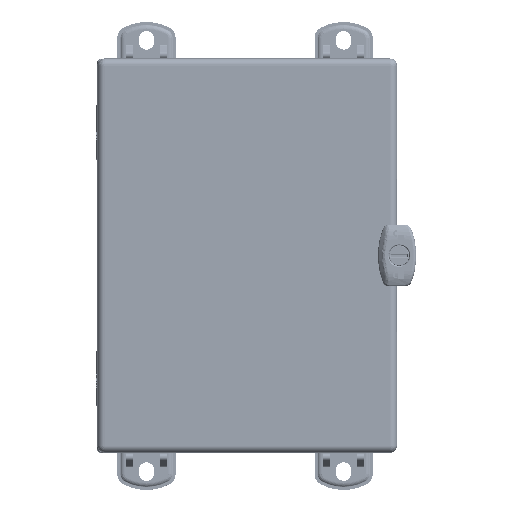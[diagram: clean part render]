
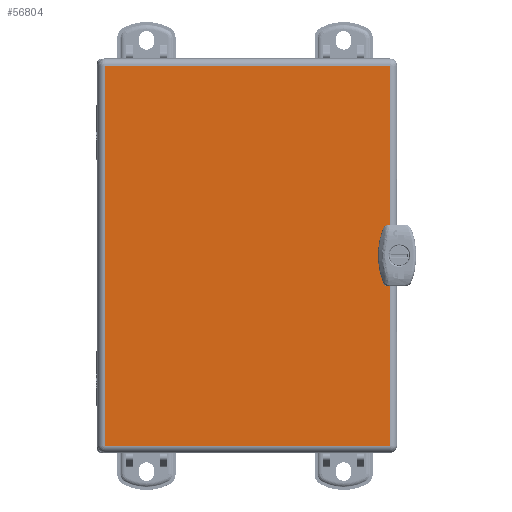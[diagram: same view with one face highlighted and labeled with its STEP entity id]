
A CAD part, top view. The second image highlights one B-rep face of the part: STEP entity #56804.
In plain terms, the highlighted planar face has unit normal (0, 0, 1).
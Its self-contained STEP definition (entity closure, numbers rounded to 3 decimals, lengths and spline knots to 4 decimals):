
#4127=PLANE('',#61437);
#6091=FACE_OUTER_BOUND('',#9601,.T.);
#9601=EDGE_LOOP('',(#43755,#43756,#43757,#43758,#43759,#43760,#43761,#43762,
#43763,#43764));
#13711=LINE('',#95989,#18409);
#13723=LINE('',#96023,#18421);
#13724=LINE('',#96028,#18422);
#13727=LINE('',#96034,#18425);
#13730=LINE('',#96045,#18428);
#13902=LINE('',#96585,#18600);
#13904=LINE('',#96595,#18602);
#13905=LINE('',#96601,#18603);
#18409=VECTOR('',#69765,0.3937);
#18421=VECTOR('',#69795,0.3937);
#18422=VECTOR('',#69802,0.3937);
#18425=VECTOR('',#69807,0.3937);
#18428=VECTOR('',#69818,0.3937);
#18600=VECTOR('',#70212,0.3937);
#18602=VECTOR('',#70224,0.3937);
#18603=VECTOR('',#70235,0.3937);
#21925=CIRCLE('',#61307,0.03);
#21927=CIRCLE('',#61311,0.03);
#25306=VERTEX_POINT('',#95986);
#25307=VERTEX_POINT('',#95988);
#25319=VERTEX_POINT('',#96020);
#25320=VERTEX_POINT('',#96022);
#25321=VERTEX_POINT('',#96026);
#25323=VERTEX_POINT('',#96032);
#25325=VERTEX_POINT('',#96038);
#25327=VERTEX_POINT('',#96044);
#25466=VERTEX_POINT('',#96579);
#25471=VERTEX_POINT('',#96593);
#31759=EDGE_CURVE('',#25307,#25306,#13711,.T.);
#31776=EDGE_CURVE('',#25319,#25320,#13723,.T.);
#31779=EDGE_CURVE('',#25321,#25306,#13724,.T.);
#31782=EDGE_CURVE('',#25319,#25323,#13727,.T.);
#31784=EDGE_CURVE('',#25325,#25307,#21925,.T.);
#31787=EDGE_CURVE('',#25327,#25325,#13730,.T.);
#31790=EDGE_CURVE('',#25323,#25327,#21927,.T.);
#32003=EDGE_CURVE('',#25320,#25466,#13902,.T.);
#32008=EDGE_CURVE('',#25471,#25321,#13904,.T.);
#32012=EDGE_CURVE('',#25466,#25471,#13905,.T.);
#43755=ORIENTED_EDGE('',*,*,#31759,.T.);
#43756=ORIENTED_EDGE('',*,*,#31779,.F.);
#43757=ORIENTED_EDGE('',*,*,#32008,.F.);
#43758=ORIENTED_EDGE('',*,*,#32012,.F.);
#43759=ORIENTED_EDGE('',*,*,#32003,.F.);
#43760=ORIENTED_EDGE('',*,*,#31776,.F.);
#43761=ORIENTED_EDGE('',*,*,#31782,.T.);
#43762=ORIENTED_EDGE('',*,*,#31790,.T.);
#43763=ORIENTED_EDGE('',*,*,#31787,.T.);
#43764=ORIENTED_EDGE('',*,*,#31784,.T.);
#56804=ADVANCED_FACE('',(#6091),#4127,.T.);
#61307=AXIS2_PLACEMENT_3D('',#96039,#69812,#69813);
#61311=AXIS2_PLACEMENT_3D('',#96049,#69824,#69825);
#61437=AXIS2_PLACEMENT_3D('',#96611,#70252,#70253);
#69765=DIRECTION('',(1.,0.,0.));
#69795=DIRECTION('',(0.,-1.,0.));
#69802=DIRECTION('',(0.,-1.,0.));
#69807=DIRECTION('',(-1.,0.,0.));
#69812=DIRECTION('center_axis',(0.,0.,-1.));
#69813=DIRECTION('ref_axis',(0.,1.,0.));
#69818=DIRECTION('',(0.,1.,0.));
#69824=DIRECTION('center_axis',(0.,0.,-1.));
#69825=DIRECTION('ref_axis',(-1.,0.,0.));
#70212=DIRECTION('',(-1.,0.,0.));
#70224=DIRECTION('',(1.,0.,0.));
#70235=DIRECTION('',(0.,1.,0.));
#70252=DIRECTION('center_axis',(0.,0.,1.));
#70253=DIRECTION('ref_axis',(1.,0.,0.));
#95986=CARTESIAN_POINT('',(2.894,0.5625,0.053));
#95988=CARTESIAN_POINT('',(2.867,0.5625,0.053));
#95989=CARTESIAN_POINT('',(1.5348,0.5625,0.053));
#96020=CARTESIAN_POINT('',(2.894,-0.5625,0.053));
#96022=CARTESIAN_POINT('',(2.894,-3.854,0.053));
#96023=CARTESIAN_POINT('',(2.894,-1.927,0.053));
#96026=CARTESIAN_POINT('',(2.894,3.854,0.053));
#96028=CARTESIAN_POINT('',(2.894,-1.927,0.053));
#96032=CARTESIAN_POINT('',(2.867,-0.5625,0.053));
#96034=CARTESIAN_POINT('',(1.4335,-0.5625,0.053));
#96038=CARTESIAN_POINT('',(2.837,0.5325,0.053));
#96039=CARTESIAN_POINT('Origin',(2.867,0.5325,0.053));
#96044=CARTESIAN_POINT('',(2.837,-0.5325,0.053));
#96045=CARTESIAN_POINT('',(2.837,0.2663,0.053));
#96049=CARTESIAN_POINT('Origin',(2.867,-0.5325,0.053));
#96579=CARTESIAN_POINT('',(-2.894,-3.854,0.053));
#96585=CARTESIAN_POINT('',(-1.447,-3.854,0.053));
#96593=CARTESIAN_POINT('',(-2.894,3.854,0.053));
#96595=CARTESIAN_POINT('',(1.447,3.854,0.053));
#96601=CARTESIAN_POINT('',(-2.894,1.927,0.053));
#96611=CARTESIAN_POINT('Origin',(0.,0.,
0.053));
